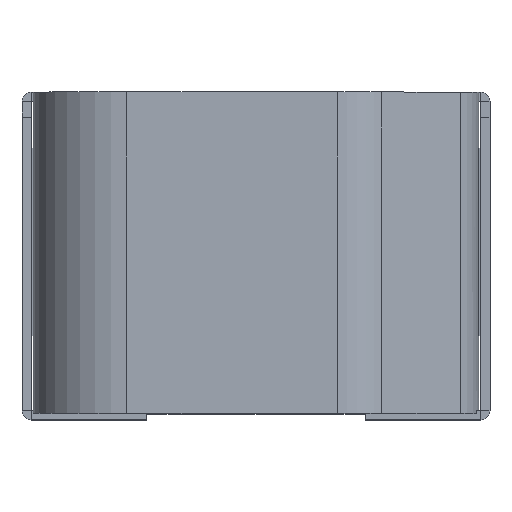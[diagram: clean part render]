
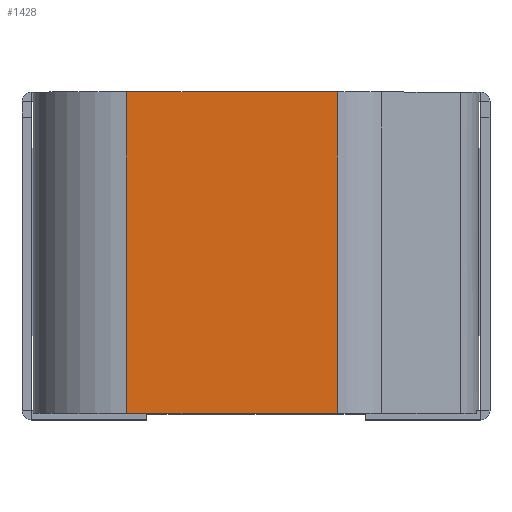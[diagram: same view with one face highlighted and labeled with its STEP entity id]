
A CAD part, top view. The second image highlights one B-rep face of the part: STEP entity #1428.
In plain terms, the highlighted planar face has unit normal (0, 0, 1).
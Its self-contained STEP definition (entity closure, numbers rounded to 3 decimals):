
#4 = CARTESIAN_POINT ( 'NONE',  ( 1.306, 5.15, 3.5 ) ) ;
#50 = DIRECTION ( 'NONE',  ( 0., 1., 0. ) ) ;
#86 = ORIENTED_EDGE ( 'NONE', *, *, #133, .T. ) ;
#133 = EDGE_CURVE ( 'NONE', #644, #1005, #892, .T. ) ;
#277 = CARTESIAN_POINT ( 'NONE',  ( -3.57, 0., 3.5 ) ) ;
#314 = EDGE_CURVE ( 'NONE', #1086, #644, #757, .T. ) ;
#363 = CARTESIAN_POINT ( 'NONE',  ( -2.07, 0., 3.5 ) ) ;
#568 = EDGE_CURVE ( 'NONE', #1005, #1002, #806, .T. ) ;
#595 = DIRECTION ( 'NONE',  ( 1., 0., 0. ) ) ;
#644 = VERTEX_POINT ( 'NONE', #363 ) ;
#664 = CARTESIAN_POINT ( 'NONE',  ( 1.306, 5.15, 3.5 ) ) ;
#728 = DIRECTION ( 'NONE',  ( -1., 0., 0. ) ) ;
#748 = VECTOR ( 'NONE', #1680, 1000. ) ;
#757 = LINE ( 'NONE', #1399, #748 ) ;
#761 = ORIENTED_EDGE ( 'NONE', *, *, #568, .T. ) ;
#806 = LINE ( 'NONE', #4, #901 ) ;
#867 = PLANE ( 'NONE',  #1143 ) ;
#880 = LINE ( 'NONE', #1503, #1888 ) ;
#892 = LINE ( 'NONE', #277, #1911 ) ;
#901 = VECTOR ( 'NONE', #50, 1000. ) ;
#981 = CARTESIAN_POINT ( 'NONE',  ( 1.306, 0., 3.5 ) ) ;
#1002 = VERTEX_POINT ( 'NONE', #664 ) ;
#1005 = VERTEX_POINT ( 'NONE', #981 ) ;
#1042 = DIRECTION ( 'NONE',  ( 0., 0., -1. ) ) ;
#1086 = VERTEX_POINT ( 'NONE', #1986 ) ;
#1143 = AXIS2_PLACEMENT_3D ( 'NONE', #1977, #1042, #728 ) ;
#1164 = FACE_OUTER_BOUND ( 'NONE', #1347, .T. ) ;
#1213 = ORIENTED_EDGE ( 'NONE', *, *, #1874, .F. ) ;
#1347 = EDGE_LOOP ( 'NONE', ( #86, #761, #1213, #1902 ) ) ;
#1399 = CARTESIAN_POINT ( 'NONE',  ( -2.07, 5.15, 3.5 ) ) ;
#1428 = ADVANCED_FACE ( 'NONE', ( #1164 ), #867, .F. ) ;
#1486 = DIRECTION ( 'NONE',  ( 1., 0., 0. ) ) ;
#1503 = CARTESIAN_POINT ( 'NONE',  ( -3.57, 5.15, 3.5 ) ) ;
#1680 = DIRECTION ( 'NONE',  ( 0., -1., 0. ) ) ;
#1874 = EDGE_CURVE ( 'NONE', #1086, #1002, #880, .T. ) ;
#1888 = VECTOR ( 'NONE', #595, 1000. ) ;
#1902 = ORIENTED_EDGE ( 'NONE', *, *, #314, .T. ) ;
#1911 = VECTOR ( 'NONE', #1486, 1000. ) ;
#1977 = CARTESIAN_POINT ( 'NONE',  ( -3.57, 5.15, 3.5 ) ) ;
#1986 = CARTESIAN_POINT ( 'NONE',  ( -2.07, 5.15, 3.5 ) ) ;
